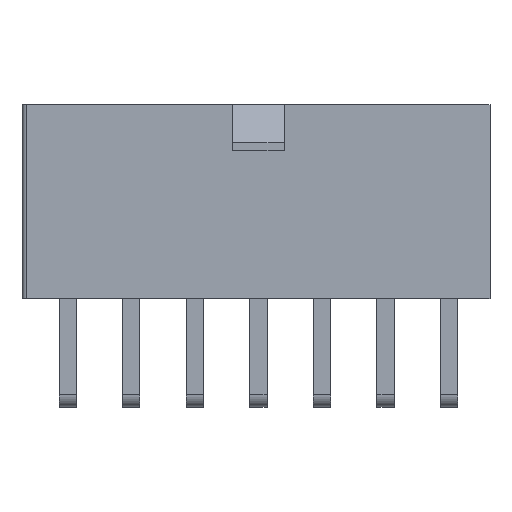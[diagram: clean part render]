
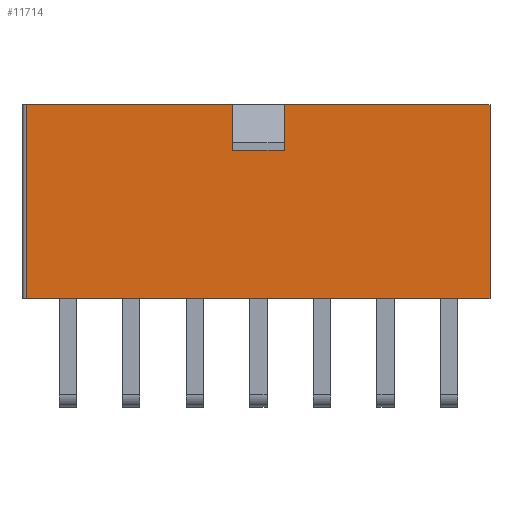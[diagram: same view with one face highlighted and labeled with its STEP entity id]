
A CAD part, top view. The second image highlights one B-rep face of the part: STEP entity #11714.
In plain terms, the highlighted planar face has unit normal (0, 0, 1).
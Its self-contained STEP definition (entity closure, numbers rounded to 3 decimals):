
#1708=ORIENTED_EDGE('',*,*,#3331,.T.);
#1709=ORIENTED_EDGE('',*,*,#3332,.T.);
#1710=ORIENTED_EDGE('',*,*,#3321,.F.);
#1711=ORIENTED_EDGE('',*,*,#3333,.T.);
#1712=ORIENTED_EDGE('',*,*,#3334,.T.);
#1713=ORIENTED_EDGE('',*,*,#3335,.F.);
#1714=ORIENTED_EDGE('',*,*,#3323,.F.);
#1715=ORIENTED_EDGE('',*,*,#3336,.F.);
#3321=EDGE_CURVE('',#4209,#4210,#5220,.T.);
#3323=EDGE_CURVE('',#4211,#4208,#5222,.T.);
#3331=EDGE_CURVE('',#4216,#4217,#5230,.T.);
#3332=EDGE_CURVE('',#4217,#4210,#5231,.T.);
#3333=EDGE_CURVE('',#4209,#4218,#5232,.T.);
#3334=EDGE_CURVE('',#4218,#4219,#5233,.T.);
#3335=EDGE_CURVE('',#4208,#4219,#5234,.T.);
#3336=EDGE_CURVE('',#4216,#4211,#5235,.T.);
#4208=VERTEX_POINT('',#16283);
#4209=VERTEX_POINT('',#16286);
#4210=VERTEX_POINT('',#16288);
#4211=VERTEX_POINT('',#16290);
#4216=VERTEX_POINT('',#16306);
#4217=VERTEX_POINT('',#16307);
#4218=VERTEX_POINT('',#16310);
#4219=VERTEX_POINT('',#16312);
#5220=LINE('',#16287,#6373);
#5222=LINE('',#16291,#6375);
#5230=LINE('',#16305,#6383);
#5231=LINE('',#16308,#6384);
#5232=LINE('',#16309,#6385);
#5233=LINE('',#16311,#6386);
#5234=LINE('',#16313,#6387);
#5235=LINE('',#16314,#6388);
#6373=VECTOR('',#13891,1000.);
#6375=VECTOR('',#13893,1000.);
#6383=VECTOR('',#13905,1000.);
#6384=VECTOR('',#13906,1000.);
#6385=VECTOR('',#13907,1000.);
#6386=VECTOR('',#13908,1000.);
#6387=VECTOR('',#13909,1000.);
#6388=VECTOR('',#13910,1000.);
#7032=EDGE_LOOP('',(#1708,#1709,#1710,#1711,#1712,#1713,#1714,#1715));
#7569=FACE_BOUND('',#7032,.T.);
#8032=PLANE('',#12211);
#11714=ADVANCED_FACE('',(#7569),#8032,.T.);
#12211=AXIS2_PLACEMENT_3D('',#16304,#13903,#13904);
#13891=DIRECTION('',(-1.,0.,0.));
#13893=DIRECTION('',(-1.,0.,0.));
#13903=DIRECTION('',(0.,0.,1.));
#13904=DIRECTION('',(1.,0.,0.));
#13905=DIRECTION('',(1.,0.,0.));
#13906=DIRECTION('',(0.,-1.,0.));
#13907=DIRECTION('',(0.,1.,0.));
#13908=DIRECTION('',(-1.,0.,0.));
#13909=DIRECTION('',(0.,1.,0.));
#13910=DIRECTION('',(0.,-1.,0.));
#16283=CARTESIAN_POINT('',(-15.3,-6.4,4.8));
#16286=CARTESIAN_POINT('',(15.3,-6.4,4.8));
#16287=CARTESIAN_POINT('',(15.3,-6.4,4.8));
#16288=CARTESIAN_POINT('',(1.7,-6.4,4.8));
#16290=CARTESIAN_POINT('',(-1.7,-6.4,4.8));
#16291=CARTESIAN_POINT('',(15.3,-6.4,4.8));
#16304=CARTESIAN_POINT('',(15.3,-6.4,4.8));
#16305=CARTESIAN_POINT('',(-1.7,-3.4,4.8));
#16306=CARTESIAN_POINT('',(-1.7,-3.4,4.8));
#16307=CARTESIAN_POINT('',(1.7,-3.4,4.8));
#16308=CARTESIAN_POINT('',(1.7,-3.4,4.8));
#16309=CARTESIAN_POINT('',(15.3,-6.4,4.8));
#16310=CARTESIAN_POINT('',(15.3,6.4,4.8));
#16311=CARTESIAN_POINT('',(15.3,6.4,4.8));
#16312=CARTESIAN_POINT('',(-15.3,6.4,4.8));
#16313=CARTESIAN_POINT('',(-15.3,-6.4,4.8));
#16314=CARTESIAN_POINT('',(-1.7,-3.4,4.8));
